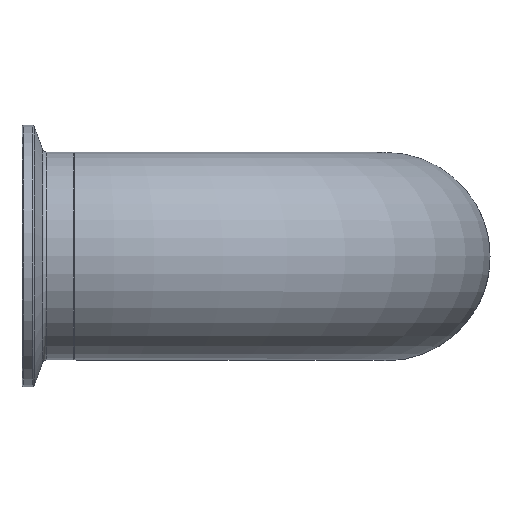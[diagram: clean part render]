
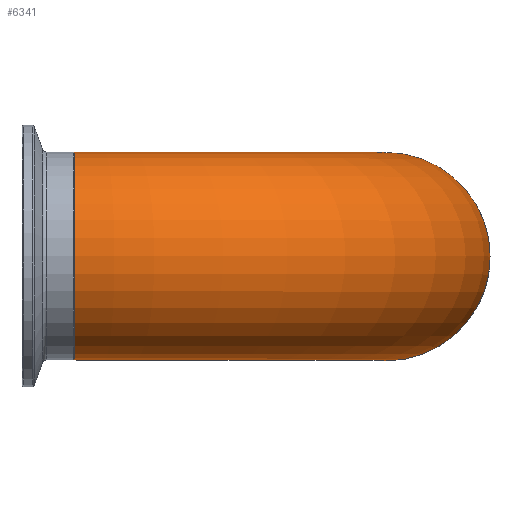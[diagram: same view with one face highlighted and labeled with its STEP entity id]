
A CAD part, top view. The second image highlights one B-rep face of the part: STEP entity #6341.
In plain terms, the highlighted toroidal (fillet/blend) face has major radius 76.2 mm and minor radius 25.4 mm.
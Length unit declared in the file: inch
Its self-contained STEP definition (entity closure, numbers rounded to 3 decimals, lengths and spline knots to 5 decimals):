
#26=TOROIDAL_SURFACE('',#6708,3.,1.);
#119=FACE_BOUND('',#1185,.T.);
#778=FACE_OUTER_BOUND('',#1184,.T.);
#1184=EDGE_LOOP('',(#5896));
#1185=EDGE_LOOP('',(#5897));
#1654=CIRCLE('',#6658,1.);
#1674=CIRCLE('',#6700,1.);
#3086=VERTEX_POINT('',#14079);
#3106=VERTEX_POINT('',#14141);
#4016=EDGE_CURVE('',#3086,#3086,#1654,.T.);
#4036=EDGE_CURVE('',#3106,#3106,#1674,.T.);
#5896=ORIENTED_EDGE('',*,*,#4036,.T.);
#5897=ORIENTED_EDGE('',*,*,#4016,.F.);
#6341=ADVANCED_FACE('',(#778,#119),#26,.T.);
#6658=AXIS2_PLACEMENT_3D('',#14080,#7738,#7739);
#6700=AXIS2_PLACEMENT_3D('',#14142,#7822,#7823);
#6708=AXIS2_PLACEMENT_3D('',#14153,#7838,#7839);
#7738=DIRECTION('center_axis',(0.,0.,-1.));
#7739=DIRECTION('ref_axis',(-1.,0.,0.));
#7822=DIRECTION('center_axis',(1.,0.,0.));
#7823=DIRECTION('ref_axis',(0.,0.,
-1.));
#7838=DIRECTION('center_axis',(0.,-1.,0.));
#7839=DIRECTION('ref_axis',(0.,0.,-1.));
#14079=CARTESIAN_POINT('',(0.,-1.,0.));
#14080=CARTESIAN_POINT('Origin',(0.,0.,0.));
#14141=CARTESIAN_POINT('',(-3.,0.,4.));
#14142=CARTESIAN_POINT('Origin',(-3.,0.,3.));
#14153=CARTESIAN_POINT('Origin',(-3.,0.,0.));
